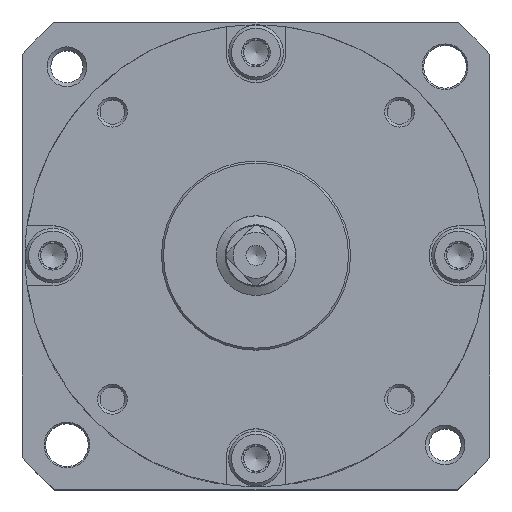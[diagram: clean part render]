
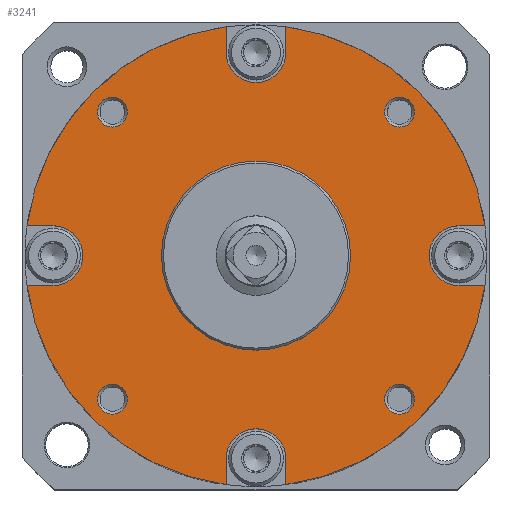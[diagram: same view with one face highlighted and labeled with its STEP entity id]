
A CAD part, top view. The second image highlights one B-rep face of the part: STEP entity #3241.
In plain terms, the highlighted face is planar.
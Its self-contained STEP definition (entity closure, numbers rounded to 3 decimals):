
#54=PLANE('',#3543);
#170=LINE('',#5318,#342);
#171=LINE('',#5322,#343);
#172=LINE('',#5323,#344);
#173=LINE('',#5327,#345);
#174=LINE('',#5328,#346);
#175=LINE('',#5332,#347);
#176=LINE('',#5333,#348);
#177=LINE('',#5337,#349);
#342=VECTOR('',#4077,1000.);
#343=VECTOR('',#4080,1000.);
#344=VECTOR('',#4081,1000.);
#345=VECTOR('',#4084,1000.);
#346=VECTOR('',#4085,1000.);
#347=VECTOR('',#4088,1000.);
#348=VECTOR('',#4089,1000.);
#349=VECTOR('',#4092,1000.);
#606=CIRCLE('',#3535,23.2);
#608=CIRCLE('',#3537,23.2);
#610=CIRCLE('',#3539,23.2);
#612=CIRCLE('',#3541,23.2);
#614=CIRCLE('',#3544,3.);
#615=CIRCLE('',#3545,3.);
#616=CIRCLE('',#3546,3.);
#617=CIRCLE('',#3547,3.);
#618=CIRCLE('',#3548,1.5);
#619=CIRCLE('',#3549,1.5);
#620=CIRCLE('',#3550,1.5);
#621=CIRCLE('',#3551,1.5);
#622=CIRCLE('',#3552,9.5);
#852=ORIENTED_EDGE('',*,*,#1708,.F.);
#853=ORIENTED_EDGE('',*,*,#1709,.F.);
#854=ORIENTED_EDGE('',*,*,#1710,.T.);
#855=ORIENTED_EDGE('',*,*,#1701,.F.);
#856=ORIENTED_EDGE('',*,*,#1711,.F.);
#857=ORIENTED_EDGE('',*,*,#1712,.T.);
#858=ORIENTED_EDGE('',*,*,#1713,.T.);
#859=ORIENTED_EDGE('',*,*,#1697,.F.);
#860=ORIENTED_EDGE('',*,*,#1714,.F.);
#861=ORIENTED_EDGE('',*,*,#1715,.T.);
#862=ORIENTED_EDGE('',*,*,#1716,.T.);
#863=ORIENTED_EDGE('',*,*,#1693,.F.);
#864=ORIENTED_EDGE('',*,*,#1717,.F.);
#865=ORIENTED_EDGE('',*,*,#1718,.T.);
#866=ORIENTED_EDGE('',*,*,#1719,.T.);
#867=ORIENTED_EDGE('',*,*,#1705,.F.);
#868=ORIENTED_EDGE('',*,*,#1720,.T.);
#869=ORIENTED_EDGE('',*,*,#1721,.T.);
#870=ORIENTED_EDGE('',*,*,#1722,.T.);
#871=ORIENTED_EDGE('',*,*,#1723,.T.);
#872=ORIENTED_EDGE('',*,*,#1724,.T.);
#1693=EDGE_CURVE('',#2096,#2098,#606,.T.);
#1697=EDGE_CURVE('',#2101,#2102,#608,.T.);
#1701=EDGE_CURVE('',#2105,#2106,#610,.T.);
#1705=EDGE_CURVE('',#2109,#2110,#612,.T.);
#1708=EDGE_CURVE('',#2112,#2109,#170,.T.);
#1709=EDGE_CURVE('',#2113,#2112,#614,.F.);
#1710=EDGE_CURVE('',#2113,#2106,#171,.T.);
#1711=EDGE_CURVE('',#2114,#2105,#172,.T.);
#1712=EDGE_CURVE('',#2114,#2115,#615,.T.);
#1713=EDGE_CURVE('',#2115,#2102,#173,.T.);
#1714=EDGE_CURVE('',#2116,#2101,#174,.T.);
#1715=EDGE_CURVE('',#2116,#2117,#616,.T.);
#1716=EDGE_CURVE('',#2117,#2098,#175,.T.);
#1717=EDGE_CURVE('',#2118,#2096,#176,.T.);
#1718=EDGE_CURVE('',#2118,#2119,#617,.T.);
#1719=EDGE_CURVE('',#2119,#2110,#177,.T.);
#1720=EDGE_CURVE('',#2120,#2120,#618,.T.);
#1721=EDGE_CURVE('',#2121,#2121,#619,.T.);
#1722=EDGE_CURVE('',#2122,#2122,#620,.T.);
#1723=EDGE_CURVE('',#2123,#2123,#621,.T.);
#1724=EDGE_CURVE('',#2124,#2124,#622,.T.);
#2096=VERTEX_POINT('',#5286);
#2098=VERTEX_POINT('',#5289);
#2101=VERTEX_POINT('',#5295);
#2102=VERTEX_POINT('',#5297);
#2105=VERTEX_POINT('',#5303);
#2106=VERTEX_POINT('',#5305);
#2109=VERTEX_POINT('',#5311);
#2110=VERTEX_POINT('',#5313);
#2112=VERTEX_POINT('',#5319);
#2113=VERTEX_POINT('',#5321);
#2114=VERTEX_POINT('',#5324);
#2115=VERTEX_POINT('',#5326);
#2116=VERTEX_POINT('',#5329);
#2117=VERTEX_POINT('',#5331);
#2118=VERTEX_POINT('',#5334);
#2119=VERTEX_POINT('',#5336);
#2120=VERTEX_POINT('',#5339);
#2121=VERTEX_POINT('',#5341);
#2122=VERTEX_POINT('',#5343);
#2123=VERTEX_POINT('',#5345);
#2124=VERTEX_POINT('',#5347);
#2435=EDGE_LOOP('',(#852,#853,#854,#855,#856,#857,#858,#859,#860,#861,#862,
#863,#864,#865,#866,#867));
#2436=EDGE_LOOP('',(#868));
#2437=EDGE_LOOP('',(#869));
#2438=EDGE_LOOP('',(#870));
#2439=EDGE_LOOP('',(#871));
#2440=EDGE_LOOP('',(#872));
#2809=FACE_BOUND('',#2435,.T.);
#2810=FACE_BOUND('',#2436,.T.);
#2811=FACE_BOUND('',#2437,.T.);
#2812=FACE_BOUND('',#2438,.T.);
#2813=FACE_BOUND('',#2439,.T.);
#2814=FACE_BOUND('',#2440,.T.);
#3241=ADVANCED_FACE('',(#2809,#2810,#2811,#2812,#2813,#2814),#54,.F.);
#3535=AXIS2_PLACEMENT_3D('',#5288,#4052,#4053);
#3537=AXIS2_PLACEMENT_3D('',#5296,#4058,#4059);
#3539=AXIS2_PLACEMENT_3D('',#5304,#4064,#4065);
#3541=AXIS2_PLACEMENT_3D('',#5312,#4070,#4071);
#3543=AXIS2_PLACEMENT_3D('',#5317,#4075,#4076);
#3544=AXIS2_PLACEMENT_3D('',#5320,#4078,#4079);
#3545=AXIS2_PLACEMENT_3D('',#5325,#4082,#4083);
#3546=AXIS2_PLACEMENT_3D('',#5330,#4086,#4087);
#3547=AXIS2_PLACEMENT_3D('',#5335,#4090,#4091);
#3548=AXIS2_PLACEMENT_3D('',#5338,#4093,#4094);
#3549=AXIS2_PLACEMENT_3D('',#5340,#4095,#4096);
#3550=AXIS2_PLACEMENT_3D('',#5342,#4097,#4098);
#3551=AXIS2_PLACEMENT_3D('',#5344,#4099,#4100);
#3552=AXIS2_PLACEMENT_3D('',#5346,#4101,#4102);
#4052=DIRECTION('',(1.,0.,0.));
#4053=DIRECTION('',(0.,0.,-1.));
#4058=DIRECTION('',(1.,0.,0.));
#4059=DIRECTION('',(0.,0.,-1.));
#4064=DIRECTION('',(1.,0.,0.));
#4065=DIRECTION('',(0.,0.,-1.));
#4070=DIRECTION('',(1.,0.,0.));
#4071=DIRECTION('',(0.,0.,-1.));
#4075=DIRECTION('',(1.,0.,0.));
#4076=DIRECTION('',(0.,0.,-1.));
#4077=DIRECTION('',(0.,1.,0.));
#4078=DIRECTION('',(1.,0.,0.));
#4079=DIRECTION('',(0.,0.,-1.));
#4080=DIRECTION('',(0.,1.,0.));
#4081=DIRECTION('',(0.,0.,-1.));
#4082=DIRECTION('',(1.,0.,0.));
#4083=DIRECTION('',(0.,0.,-1.));
#4084=DIRECTION('',(0.,0.,-1.));
#4085=DIRECTION('',(0.,-1.,0.));
#4086=DIRECTION('',(1.,0.,0.));
#4087=DIRECTION('',(0.,0.,-1.));
#4088=DIRECTION('',(0.,-1.,0.));
#4089=DIRECTION('',(0.,0.,1.));
#4090=DIRECTION('',(1.,0.,0.));
#4091=DIRECTION('',(0.,0.,-1.));
#4092=DIRECTION('',(0.,0.,1.));
#4093=DIRECTION('',(1.,0.,0.));
#4094=DIRECTION('',(0.,0.,-1.));
#4095=DIRECTION('',(1.,0.,0.));
#4096=DIRECTION('',(0.,0.,-1.));
#4097=DIRECTION('',(1.,0.,0.));
#4098=DIRECTION('',(0.,0.,-1.));
#4099=DIRECTION('',(1.,0.,0.));
#4100=DIRECTION('',(0.,0.,-1.));
#4101=DIRECTION('',(1.,0.,0.));
#4102=DIRECTION('',(0.,0.,-1.));
#5286=CARTESIAN_POINT('',(-28.,-3.,23.005));
#5288=CARTESIAN_POINT('',(-28.,0.,0.));
#5289=CARTESIAN_POINT('',(-28.,-23.005,3.));
#5295=CARTESIAN_POINT('',(-28.,-23.005,-3.));
#5296=CARTESIAN_POINT('',(-28.,0.,0.));
#5297=CARTESIAN_POINT('',(-28.,-3.,-23.005));
#5303=CARTESIAN_POINT('',(-28.,3.,-23.005));
#5304=CARTESIAN_POINT('',(-28.,0.,0.));
#5305=CARTESIAN_POINT('',(-28.,23.005,-3.));
#5311=CARTESIAN_POINT('',(-28.,23.005,3.));
#5312=CARTESIAN_POINT('',(-28.,0.,0.));
#5313=CARTESIAN_POINT('',(-28.,3.,23.005));
#5317=CARTESIAN_POINT('',(-28.,9.5,0.));
#5318=CARTESIAN_POINT('',(-28.,9.5,3.));
#5319=CARTESIAN_POINT('',(-28.,20.4,3.));
#5320=CARTESIAN_POINT('',(-28.,20.4,0.));
#5321=CARTESIAN_POINT('',(-28.,20.4,-3.));
#5322=CARTESIAN_POINT('',(-28.,20.4,-3.));
#5323=CARTESIAN_POINT('',(-28.,3.,0.));
#5324=CARTESIAN_POINT('',(-28.,3.,-20.4));
#5325=CARTESIAN_POINT('',(-28.,0.,-20.4));
#5326=CARTESIAN_POINT('',(-28.,-3.,-20.4));
#5327=CARTESIAN_POINT('',(-28.,-3.,-20.4));
#5328=CARTESIAN_POINT('',(-28.,9.5,-3.));
#5329=CARTESIAN_POINT('',(-28.,-20.4,-3.));
#5330=CARTESIAN_POINT('',(-28.,-20.4,0.));
#5331=CARTESIAN_POINT('',(-28.,-20.4,3.));
#5332=CARTESIAN_POINT('',(-28.,-20.4,3.));
#5333=CARTESIAN_POINT('',(-28.,-3.,0.));
#5334=CARTESIAN_POINT('',(-28.,-3.,20.4));
#5335=CARTESIAN_POINT('',(-28.,0.,20.4));
#5336=CARTESIAN_POINT('',(-28.,3.,20.4));
#5337=CARTESIAN_POINT('',(-28.,3.,20.4));
#5338=CARTESIAN_POINT('',(-28.,14.425,-14.425));
#5339=CARTESIAN_POINT('',(-28.,14.425,-15.925));
#5340=CARTESIAN_POINT('',(-28.,-14.425,14.425));
#5341=CARTESIAN_POINT('',(-28.,-14.425,12.925));
#5342=CARTESIAN_POINT('',(-28.,-14.425,-14.425));
#5343=CARTESIAN_POINT('',(-28.,-14.425,-15.925));
#5344=CARTESIAN_POINT('',(-28.,14.425,14.425));
#5345=CARTESIAN_POINT('',(-28.,14.425,12.925));
#5346=CARTESIAN_POINT('',(-28.,0.,0.));
#5347=CARTESIAN_POINT('',(-28.,0.,-9.5));
